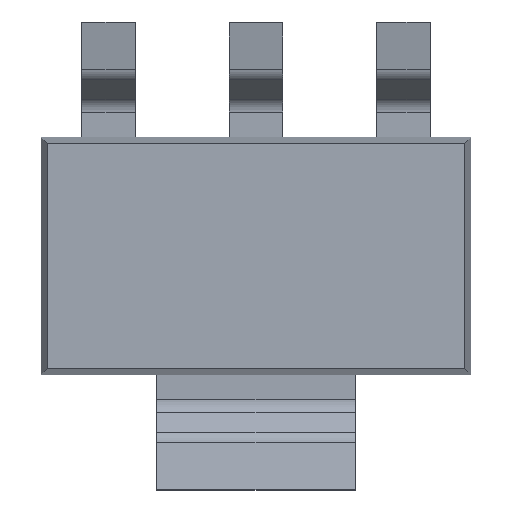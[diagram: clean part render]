
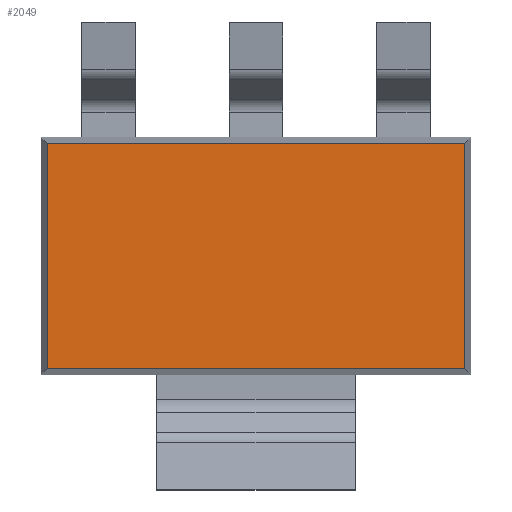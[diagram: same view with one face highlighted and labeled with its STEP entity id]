
A CAD part, front view. The second image highlights one B-rep face of the part: STEP entity #2049.
In plain terms, the highlighted planar face has unit normal (0, -1, 0).
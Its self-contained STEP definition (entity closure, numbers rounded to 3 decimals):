
#1 = EDGE_CURVE ( 'NONE', #252, #1399, #2221, .T. ) ;
#13 = CARTESIAN_POINT ( 'NONE',  ( 3.255, -0.6, 1.755 ) ) ;
#48 = CARTESIAN_POINT ( 'NONE',  ( 3.255, -0.6, 1.85 ) ) ;
#54 = DIRECTION ( 'NONE',  ( 1., 0., 0. ) ) ;
#96 = ORIENTED_EDGE ( 'NONE', *, *, #1, .F. ) ;
#121 = DIRECTION ( 'NONE',  ( 0., 0., -1. ) ) ;
#210 = CARTESIAN_POINT ( 'NONE',  ( -3.255, -0.6, -1.755 ) ) ;
#252 = VERTEX_POINT ( 'NONE', #13 ) ;
#274 = DIRECTION ( 'NONE',  ( 0., 0., -1. ) ) ;
#295 = PLANE ( 'NONE',  #1966 ) ;
#451 = CARTESIAN_POINT ( 'NONE',  ( -3.35, -0.6, -1.755 ) ) ;
#516 = FACE_OUTER_BOUND ( 'NONE', #1591, .T. ) ;
#664 = VERTEX_POINT ( 'NONE', #210 ) ;
#785 = DIRECTION ( 'NONE',  ( 0., 0., 1. ) ) ;
#898 = EDGE_CURVE ( 'NONE', #664, #1251, #2716, .T. ) ;
#911 = VECTOR ( 'NONE', #1301, 1000. ) ;
#1098 = EDGE_CURVE ( 'NONE', #1399, #664, #1529, .T. ) ;
#1125 = VECTOR ( 'NONE', #785, 1000. ) ;
#1126 = EDGE_CURVE ( 'NONE', #1251, #252, #1317, .T. ) ;
#1142 = CARTESIAN_POINT ( 'NONE',  ( 0., -0.6, 0. ) ) ;
#1168 = ORIENTED_EDGE ( 'NONE', *, *, #1098, .F. ) ;
#1251 = VERTEX_POINT ( 'NONE', #2083 ) ;
#1301 = DIRECTION ( 'NONE',  ( -1., 0., 0. ) ) ;
#1317 = LINE ( 'NONE', #1989, #2711 ) ;
#1399 = VERTEX_POINT ( 'NONE', #1729 ) ;
#1529 = LINE ( 'NONE', #451, #911 ) ;
#1591 = EDGE_LOOP ( 'NONE', ( #96, #1663, #1647, #1168 ) ) ;
#1647 = ORIENTED_EDGE ( 'NONE', *, *, #898, .F. ) ;
#1663 = ORIENTED_EDGE ( 'NONE', *, *, #1126, .F. ) ;
#1729 = CARTESIAN_POINT ( 'NONE',  ( 3.255, -0.6, -1.755 ) ) ;
#1812 = CARTESIAN_POINT ( 'NONE',  ( -3.255, -0.6, 1.85 ) ) ;
#1966 = AXIS2_PLACEMENT_3D ( 'NONE', #1142, #2478, #121 ) ;
#1989 = CARTESIAN_POINT ( 'NONE',  ( -3.35, -0.6, 1.755 ) ) ;
#2049 = ADVANCED_FACE ( 'NONE', ( #516 ), #295, .T. ) ;
#2083 = CARTESIAN_POINT ( 'NONE',  ( -3.255, -0.6, 1.755 ) ) ;
#2221 = LINE ( 'NONE', #48, #2526 ) ;
#2478 = DIRECTION ( 'NONE',  ( 0., -1., 0. ) ) ;
#2526 = VECTOR ( 'NONE', #274, 1000. ) ;
#2711 = VECTOR ( 'NONE', #54, 1000. ) ;
#2716 = LINE ( 'NONE', #1812, #1125 ) ;
